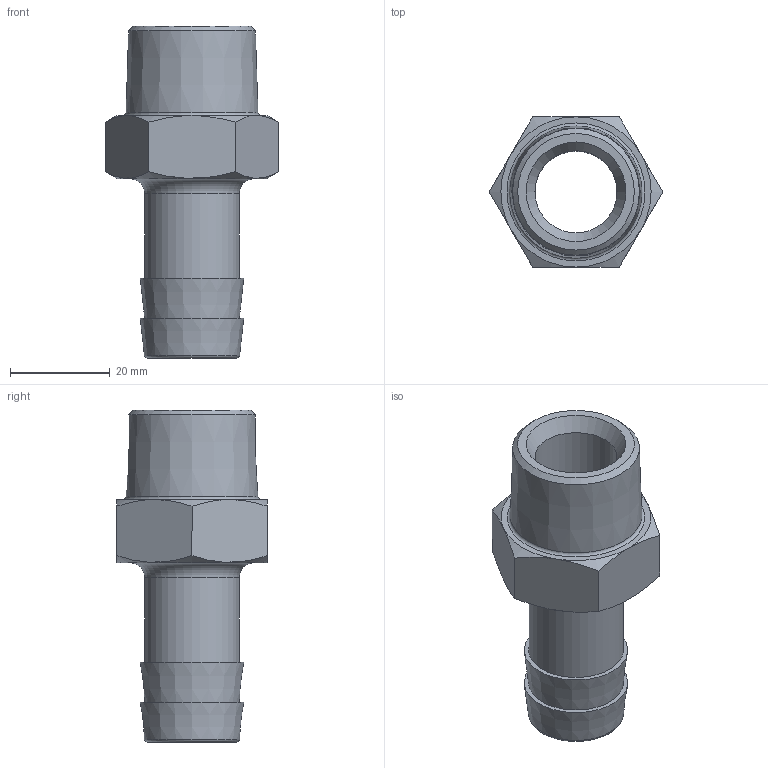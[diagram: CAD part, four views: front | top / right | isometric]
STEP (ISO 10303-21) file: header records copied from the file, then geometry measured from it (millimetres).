
FILE_DESCRIPTION(/* description */ ('STEP AP214'),/* implementation_level */ '2;1');
FILE_NAME(/* name */ '564848_N-3_4-P-19-NPT',/* time_stamp */ '2024-09-11T21:19:42+02:00',/* author */ ('License CC BY-ND 4.0'),/* organization */ ('CADENAS'),/* preprocessor_version */ 'ST-DEVELOPER v19.3',/* originating_system */ 'PARTsolutions',/* authorisation */ ' ');
FILE_SCHEMA (('AUTOMOTIVE_DESIGN {1 0 10303 214 3 1 1}'));
Length unit declared in the file: millimetre
Products named in the file (1): 564848 N-3/4-P-19-NPT
Bounding box: 34.84 x 30.17 x 66.68 mm (x, y, z)
Volume: 15805.5 mm3; surface area: 9380.2 mm2
Topology: 1 solids, 1 shells, 29 faces, 57 edges, 34 vertices
Faces by surface type: cone 12, plane 12, torus 3, cylinder 2
Full cylindrical faces by diameter (mm): 16.5 x1, 19 x1
Entity records: 752 total; most frequent: CARTESIAN_POINT 182, DIRECTION 110, ORIENTED_EDGE 92, AXIS2_PLACEMENT_3D 52, EDGE_CURVE 46, EDGE_LOOP 46, FACE_BOUND 46, VERTEX_POINT 34
